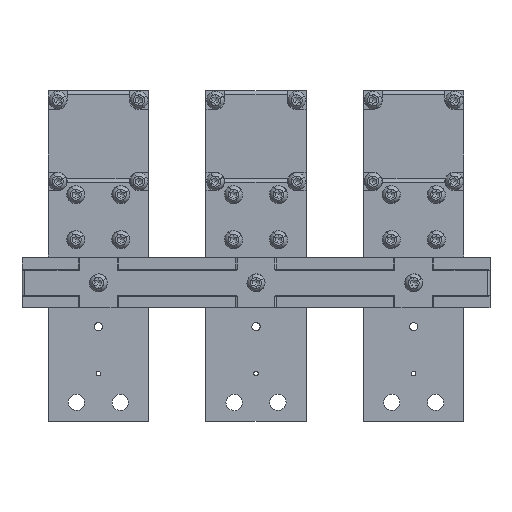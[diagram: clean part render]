
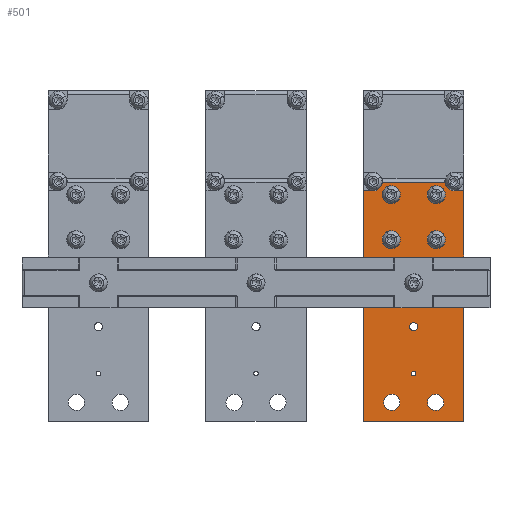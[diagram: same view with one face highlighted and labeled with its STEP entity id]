
A CAD part, front view. The second image highlights one B-rep face of the part: STEP entity #501.
In plain terms, the highlighted planar face has unit normal (0, -1, 0).
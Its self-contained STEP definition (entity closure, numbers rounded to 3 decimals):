
#62=AXIS2_PLACEMENT_3D('Circle Axis2P3D',#60,#61,$) ;
#84=AXIS2_PLACEMENT_3D('Circle Axis2P3D',#82,#83,$) ;
#285=AXIS2_PLACEMENT_3D('Plane Axis2P3D',#282,#283,#284) ;
#289=AXIS2_PLACEMENT_3D('Circle Axis2P3D',#287,#288,$) ;
#333=AXIS2_PLACEMENT_3D('Circle Axis2P3D',#331,#332,$) ;
#359=AXIS2_PLACEMENT_3D('Circle Axis2P3D',#357,#358,$) ;
#368=AXIS2_PLACEMENT_3D('Circle Axis2P3D',#366,#367,$) ;
#377=AXIS2_PLACEMENT_3D('Circle Axis2P3D',#375,#376,$) ;
#386=AXIS2_PLACEMENT_3D('Circle Axis2P3D',#384,#385,$) ;
#395=AXIS2_PLACEMENT_3D('Circle Axis2P3D',#393,#394,$) ;
#404=AXIS2_PLACEMENT_3D('Circle Axis2P3D',#402,#403,$) ;
#413=AXIS2_PLACEMENT_3D('Circle Axis2P3D',#411,#412,$) ;
#422=AXIS2_PLACEMENT_3D('Circle Axis2P3D',#420,#421,$) ;
#431=AXIS2_PLACEMENT_3D('Circle Axis2P3D',#429,#430,$) ;
#440=AXIS2_PLACEMENT_3D('Circle Axis2P3D',#438,#439,$) ;
#449=AXIS2_PLACEMENT_3D('Circle Axis2P3D',#447,#448,$) ;
#458=AXIS2_PLACEMENT_3D('Circle Axis2P3D',#456,#457,$) ;
#467=AXIS2_PLACEMENT_3D('Circle Axis2P3D',#465,#466,$) ;
#476=AXIS2_PLACEMENT_3D('Circle Axis2P3D',#474,#475,$) ;
#485=AXIS2_PLACEMENT_3D('Circle Axis2P3D',#483,#484,$) ;
#494=AXIS2_PLACEMENT_3D('Circle Axis2P3D',#492,#493,$) ;
#43=CARTESIAN_POINT('Vertex',(-64.42,-37.,-114.863)) ;
#57=CARTESIAN_POINT('Vertex',(-67.58,-37.,-113.137)) ;
#60=CARTESIAN_POINT('Axis2P3D Location',(-66.,-37.,-114.)) ;
#82=CARTESIAN_POINT('Axis2P3D Location',(-66.,-37.,-114.)) ;
#282=CARTESIAN_POINT('Axis2P3D Location',(-106.,-37.,39.)) ;
#287=CARTESIAN_POINT('Axis2P3D Location',(-98.483,-37.,39.5)) ;
#291=CARTESIAN_POINT('Vertex',(-91.,-37.,39.)) ;
#293=CARTESIAN_POINT('Vertex',(-98.483,-37.,32.)) ;
#296=CARTESIAN_POINT('Line Origine',(-102.242,-37.,32.)) ;
#300=CARTESIAN_POINT('Vertex',(-106.,-37.,32.)) ;
#303=CARTESIAN_POINT('Line Origine',(-106.,-37.,-60.)) ;
#307=CARTESIAN_POINT('Vertex',(-106.,-37.,-152.)) ;
#310=CARTESIAN_POINT('Line Origine',(-66.,-37.,-152.)) ;
#314=CARTESIAN_POINT('Vertex',(-26.,-37.,-152.)) ;
#317=CARTESIAN_POINT('Line Origine',(-26.,-37.,-60.)) ;
#321=CARTESIAN_POINT('Vertex',(-26.,-37.,32.)) ;
#324=CARTESIAN_POINT('Line Origine',(-29.758,-37.,32.)) ;
#328=CARTESIAN_POINT('Vertex',(-33.517,-37.,32.)) ;
#331=CARTESIAN_POINT('Axis2P3D Location',(-33.517,-37.,39.5)) ;
#335=CARTESIAN_POINT('Vertex',(-41.,-37.,39.)) ;
#338=CARTESIAN_POINT('Line Origine',(-66.,-37.,39.)) ;
#357=CARTESIAN_POINT('Axis2P3D Location',(-66.,-37.,-41.5)) ;
#361=CARTESIAN_POINT('Vertex',(-68.917,-37.,-39.907)) ;
#363=CARTESIAN_POINT('Vertex',(-63.083,-37.,-43.093)) ;
#366=CARTESIAN_POINT('Axis2P3D Location',(-66.,-37.,-41.5)) ;
#375=CARTESIAN_POINT('Axis2P3D Location',(-66.,-37.,-76.5)) ;
#379=CARTESIAN_POINT('Vertex',(-68.917,-37.,-74.907)) ;
#381=CARTESIAN_POINT('Vertex',(-63.083,-37.,-78.093)) ;
#384=CARTESIAN_POINT('Axis2P3D Location',(-66.,-37.,-76.5)) ;
#393=CARTESIAN_POINT('Axis2P3D Location',(-84.,-37.,29.)) ;
#397=CARTESIAN_POINT('Vertex',(-90.362,-37.,32.476)) ;
#399=CARTESIAN_POINT('Vertex',(-77.638,-37.,25.524)) ;
#402=CARTESIAN_POINT('Axis2P3D Location',(-84.,-37.,29.)) ;
#411=CARTESIAN_POINT('Axis2P3D Location',(-48.5,-37.,-137.)) ;
#415=CARTESIAN_POINT('Vertex',(-42.796,-37.,-133.884)) ;
#417=CARTESIAN_POINT('Vertex',(-54.204,-37.,-140.116)) ;
#420=CARTESIAN_POINT('Axis2P3D Location',(-48.5,-37.,-137.)) ;
#429=CARTESIAN_POINT('Axis2P3D Location',(-83.5,-37.,-137.)) ;
#433=CARTESIAN_POINT('Vertex',(-77.796,-37.,-133.884)) ;
#435=CARTESIAN_POINT('Vertex',(-89.204,-37.,-140.116)) ;
#438=CARTESIAN_POINT('Axis2P3D Location',(-83.5,-37.,-137.)) ;
#447=CARTESIAN_POINT('Axis2P3D Location',(-48.,-37.,29.)) ;
#451=CARTESIAN_POINT('Vertex',(-54.362,-37.,32.476)) ;
#453=CARTESIAN_POINT('Vertex',(-41.638,-37.,25.524)) ;
#456=CARTESIAN_POINT('Axis2P3D Location',(-48.,-37.,29.)) ;
#465=CARTESIAN_POINT('Axis2P3D Location',(-84.,-37.,-7.)) ;
#469=CARTESIAN_POINT('Vertex',(-90.362,-37.,-3.524)) ;
#471=CARTESIAN_POINT('Vertex',(-77.638,-37.,-10.476)) ;
#474=CARTESIAN_POINT('Axis2P3D Location',(-84.,-37.,-7.)) ;
#483=CARTESIAN_POINT('Axis2P3D Location',(-48.,-37.,-7.)) ;
#487=CARTESIAN_POINT('Vertex',(-54.362,-37.,-3.524)) ;
#489=CARTESIAN_POINT('Vertex',(-41.638,-37.,-10.476)) ;
#492=CARTESIAN_POINT('Axis2P3D Location',(-48.,-37.,-7.)) ;
#61=DIRECTION('Axis2P3D Direction',(0.,1.,0.)) ;
#83=DIRECTION('Axis2P3D Direction',(0.,1.,0.)) ;
#283=DIRECTION('Axis2P3D Direction',(0.,-1.,0.)) ;
#284=DIRECTION('Axis2P3D XDirection',(0.,0.,-1.)) ;
#288=DIRECTION('Axis2P3D Direction',(0.,-1.,0.)) ;
#297=DIRECTION('Vector Direction',(1.,0.,0.)) ;
#304=DIRECTION('Vector Direction',(0.,0.,-1.)) ;
#311=DIRECTION('Vector Direction',(1.,0.,0.)) ;
#318=DIRECTION('Vector Direction',(0.,0.,-1.)) ;
#325=DIRECTION('Vector Direction',(-1.,0.,0.)) ;
#332=DIRECTION('Axis2P3D Direction',(0.,-1.,0.)) ;
#339=DIRECTION('Vector Direction',(1.,0.,0.)) ;
#358=DIRECTION('Axis2P3D Direction',(0.,-1.,0.)) ;
#367=DIRECTION('Axis2P3D Direction',(0.,-1.,0.)) ;
#376=DIRECTION('Axis2P3D Direction',(0.,-1.,0.)) ;
#385=DIRECTION('Axis2P3D Direction',(0.,-1.,0.)) ;
#394=DIRECTION('Axis2P3D Direction',(0.,-1.,0.)) ;
#403=DIRECTION('Axis2P3D Direction',(0.,-1.,0.)) ;
#412=DIRECTION('Axis2P3D Direction',(0.,-1.,0.)) ;
#421=DIRECTION('Axis2P3D Direction',(0.,-1.,0.)) ;
#430=DIRECTION('Axis2P3D Direction',(0.,-1.,0.)) ;
#439=DIRECTION('Axis2P3D Direction',(0.,-1.,0.)) ;
#448=DIRECTION('Axis2P3D Direction',(0.,-1.,0.)) ;
#457=DIRECTION('Axis2P3D Direction',(0.,-1.,0.)) ;
#466=DIRECTION('Axis2P3D Direction',(0.,-1.,0.)) ;
#475=DIRECTION('Axis2P3D Direction',(0.,-1.,0.)) ;
#484=DIRECTION('Axis2P3D Direction',(0.,-1.,0.)) ;
#493=DIRECTION('Axis2P3D Direction',(0.,-1.,0.)) ;
#298=VECTOR('Line Direction',#297,1.) ;
#305=VECTOR('Line Direction',#304,1.) ;
#312=VECTOR('Line Direction',#311,1.) ;
#319=VECTOR('Line Direction',#318,1.) ;
#326=VECTOR('Line Direction',#325,1.) ;
#340=VECTOR('Line Direction',#339,1.) ;
#344=ORIENTED_EDGE('',*,*,#295,.T.) ;
#345=ORIENTED_EDGE('',*,*,#302,.F.) ;
#346=ORIENTED_EDGE('',*,*,#309,.F.) ;
#347=ORIENTED_EDGE('',*,*,#316,.T.) ;
#348=ORIENTED_EDGE('',*,*,#323,.T.) ;
#349=ORIENTED_EDGE('',*,*,#330,.F.) ;
#350=ORIENTED_EDGE('',*,*,#337,.T.) ;
#351=ORIENTED_EDGE('',*,*,#342,.F.) ;
#354=ORIENTED_EDGE('',*,*,#86,.F.) ;
#355=ORIENTED_EDGE('',*,*,#64,.F.) ;
#372=ORIENTED_EDGE('',*,*,#365,.F.) ;
#373=ORIENTED_EDGE('',*,*,#370,.F.) ;
#390=ORIENTED_EDGE('',*,*,#383,.F.) ;
#391=ORIENTED_EDGE('',*,*,#388,.F.) ;
#408=ORIENTED_EDGE('',*,*,#401,.F.) ;
#409=ORIENTED_EDGE('',*,*,#406,.F.) ;
#426=ORIENTED_EDGE('',*,*,#419,.F.) ;
#427=ORIENTED_EDGE('',*,*,#424,.F.) ;
#444=ORIENTED_EDGE('',*,*,#437,.F.) ;
#445=ORIENTED_EDGE('',*,*,#442,.F.) ;
#462=ORIENTED_EDGE('',*,*,#455,.F.) ;
#463=ORIENTED_EDGE('',*,*,#460,.F.) ;
#480=ORIENTED_EDGE('',*,*,#473,.F.) ;
#481=ORIENTED_EDGE('',*,*,#478,.F.) ;
#498=ORIENTED_EDGE('',*,*,#491,.F.) ;
#499=ORIENTED_EDGE('',*,*,#496,.F.) ;
#356=FACE_BOUND('',#353,.T.) ;
#374=FACE_BOUND('',#371,.T.) ;
#392=FACE_BOUND('',#389,.T.) ;
#410=FACE_BOUND('',#407,.T.) ;
#428=FACE_BOUND('',#425,.T.) ;
#446=FACE_BOUND('',#443,.T.) ;
#464=FACE_BOUND('',#461,.T.) ;
#482=FACE_BOUND('',#479,.T.) ;
#500=FACE_BOUND('',#497,.T.) ;
#501=ADVANCED_FACE('RB7556804_1PD_001_00_FRONT TERMINAL ASSEMBLY E4.2 WITHDRAWABL.6\\RB7552001_1PA_001_00_FRONT TERMINAL E2.2 FIXED.1\\PartBody',(#352,#356,#374,#392,#410,#428,#446,#464,#482,#500),#286,.T.) ;
#63=CIRCLE('generated circle',#62,1.8) ;
#85=CIRCLE('generated circle',#84,1.8) ;
#290=CIRCLE('generated circle',#289,7.5) ;
#334=CIRCLE('generated circle',#333,7.5) ;
#360=CIRCLE('generated circle',#359,3.324) ;
#369=CIRCLE('generated circle',#368,3.324) ;
#378=CIRCLE('generated circle',#377,3.323) ;
#387=CIRCLE('generated circle',#386,3.323) ;
#396=CIRCLE('generated circle',#395,7.25) ;
#405=CIRCLE('generated circle',#404,7.25) ;
#414=CIRCLE('generated circle',#413,6.5) ;
#423=CIRCLE('generated circle',#422,6.5) ;
#432=CIRCLE('generated circle',#431,6.5) ;
#441=CIRCLE('generated circle',#440,6.5) ;
#450=CIRCLE('generated circle',#449,7.25) ;
#459=CIRCLE('generated circle',#458,7.25) ;
#468=CIRCLE('generated circle',#467,7.25) ;
#477=CIRCLE('generated circle',#476,7.25) ;
#486=CIRCLE('generated circle',#485,7.25) ;
#495=CIRCLE('generated circle',#494,7.25) ;
#64=EDGE_CURVE('',#58,#44,#63,.F.) ;
#86=EDGE_CURVE('',#44,#58,#85,.F.) ;
#295=EDGE_CURVE('',#292,#294,#290,.F.) ;
#302=EDGE_CURVE('',#301,#294,#299,.T.) ;
#309=EDGE_CURVE('',#308,#301,#306,.F.) ;
#316=EDGE_CURVE('',#308,#315,#313,.T.) ;
#323=EDGE_CURVE('',#315,#322,#320,.F.) ;
#330=EDGE_CURVE('',#329,#322,#327,.F.) ;
#337=EDGE_CURVE('',#329,#336,#334,.F.) ;
#342=EDGE_CURVE('',#292,#336,#341,.T.) ;
#365=EDGE_CURVE('',#362,#364,#360,.T.) ;
#370=EDGE_CURVE('',#364,#362,#369,.T.) ;
#383=EDGE_CURVE('',#380,#382,#378,.T.) ;
#388=EDGE_CURVE('',#382,#380,#387,.T.) ;
#401=EDGE_CURVE('',#398,#400,#396,.T.) ;
#406=EDGE_CURVE('',#400,#398,#405,.T.) ;
#419=EDGE_CURVE('',#416,#418,#414,.T.) ;
#424=EDGE_CURVE('',#418,#416,#423,.T.) ;
#437=EDGE_CURVE('',#434,#436,#432,.T.) ;
#442=EDGE_CURVE('',#436,#434,#441,.T.) ;
#455=EDGE_CURVE('',#452,#454,#450,.T.) ;
#460=EDGE_CURVE('',#454,#452,#459,.T.) ;
#473=EDGE_CURVE('',#470,#472,#468,.T.) ;
#478=EDGE_CURVE('',#472,#470,#477,.T.) ;
#491=EDGE_CURVE('',#488,#490,#486,.T.) ;
#496=EDGE_CURVE('',#490,#488,#495,.T.) ;
#343=EDGE_LOOP('',(#344,#345,#346,#347,#348,#349,#350,#351)) ;
#353=EDGE_LOOP('',(#354,#355)) ;
#371=EDGE_LOOP('',(#372,#373)) ;
#389=EDGE_LOOP('',(#390,#391)) ;
#407=EDGE_LOOP('',(#408,#409)) ;
#425=EDGE_LOOP('',(#426,#427)) ;
#443=EDGE_LOOP('',(#444,#445)) ;
#461=EDGE_LOOP('',(#462,#463)) ;
#479=EDGE_LOOP('',(#480,#481)) ;
#497=EDGE_LOOP('',(#498,#499)) ;
#352=FACE_OUTER_BOUND('',#343,.T.) ;
#299=LINE('Line',#296,#298) ;
#306=LINE('Line',#303,#305) ;
#313=LINE('Line',#310,#312) ;
#320=LINE('Line',#317,#319) ;
#327=LINE('Line',#324,#326) ;
#341=LINE('Line',#338,#340) ;
#286=PLANE('',#285) ;
#44=VERTEX_POINT('',#43) ;
#58=VERTEX_POINT('',#57) ;
#292=VERTEX_POINT('',#291) ;
#294=VERTEX_POINT('',#293) ;
#301=VERTEX_POINT('',#300) ;
#308=VERTEX_POINT('',#307) ;
#315=VERTEX_POINT('',#314) ;
#322=VERTEX_POINT('',#321) ;
#329=VERTEX_POINT('',#328) ;
#336=VERTEX_POINT('',#335) ;
#362=VERTEX_POINT('',#361) ;
#364=VERTEX_POINT('',#363) ;
#380=VERTEX_POINT('',#379) ;
#382=VERTEX_POINT('',#381) ;
#398=VERTEX_POINT('',#397) ;
#400=VERTEX_POINT('',#399) ;
#416=VERTEX_POINT('',#415) ;
#418=VERTEX_POINT('',#417) ;
#434=VERTEX_POINT('',#433) ;
#436=VERTEX_POINT('',#435) ;
#452=VERTEX_POINT('',#451) ;
#454=VERTEX_POINT('',#453) ;
#470=VERTEX_POINT('',#469) ;
#472=VERTEX_POINT('',#471) ;
#488=VERTEX_POINT('',#487) ;
#490=VERTEX_POINT('',#489) ;
